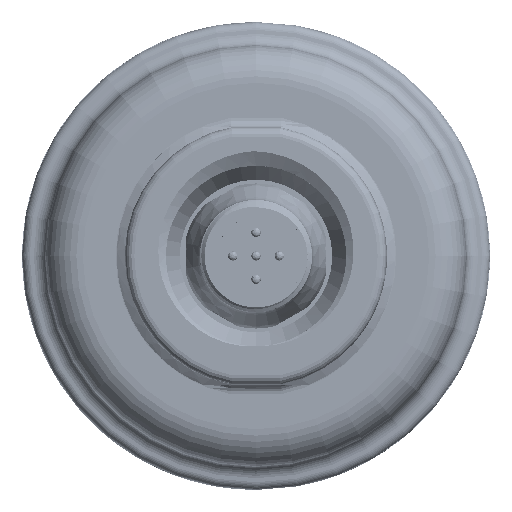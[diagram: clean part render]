
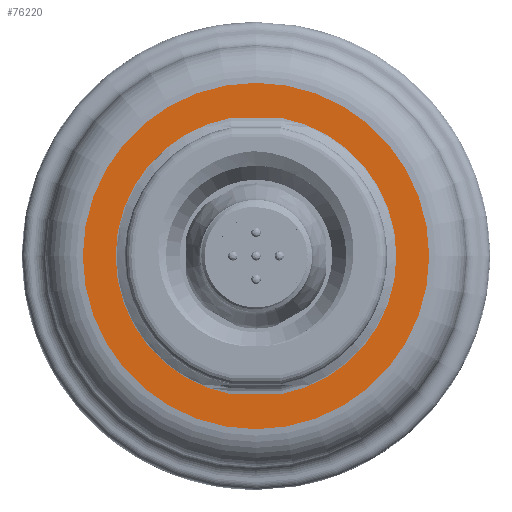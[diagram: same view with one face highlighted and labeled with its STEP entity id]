
A CAD part, front view. The second image highlights one B-rep face of the part: STEP entity #76220.
In plain terms, the highlighted planar face has unit normal (0, -1, 0).
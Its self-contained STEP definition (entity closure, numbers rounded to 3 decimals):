
#51993=CARTESIAN_POINT('',(0.,-3.,0.));
#51994=DIRECTION('',(0.,-1.,0.));
#51995=DIRECTION('',(-0.182,0.,0.983));
#51996=AXIS2_PLACEMENT_3D('',#51993,#51994,#51995);
#51998=DIRECTION('',(1.,0.,0.));
#51999=VECTOR('',#51998,5.454);
#52000=CARTESIAN_POINT('',(-2.727,-3.,-14.75));
#52001=LINE('',#52000,#51999);
#52002=CARTESIAN_POINT('',(0.,-3.,0.));
#52003=DIRECTION('',(0.,-1.,0.));
#52004=DIRECTION('',(0.182,0.,-0.983));
#52005=AXIS2_PLACEMENT_3D('',#52002,#52003,#52004);
#52007=DIRECTION('',(-1.,0.,0.));
#52008=VECTOR('',#52007,5.454);
#52009=CARTESIAN_POINT('',(2.727,-3.,14.75));
#52010=LINE('',#52009,#52008);
#52011=CARTESIAN_POINT('',(0.,-3.,0.));
#52012=DIRECTION('',(0.,-1.,0.));
#52013=DIRECTION('',(0.,0.,-1.));
#52014=AXIS2_PLACEMENT_3D('',#52011,#52012,#52013);
#52016=CARTESIAN_POINT('',(0.,-3.,0.));
#52017=DIRECTION('',(0.,-1.,0.));
#52018=DIRECTION('',(0.,0.,1.));
#52019=AXIS2_PLACEMENT_3D('',#52016,#52017,#52018);
#55193=CARTESIAN_POINT('',(-2.727,-3.,14.75));
#55194=CARTESIAN_POINT('',(-2.727,-3.,-14.75));
#55195=VERTEX_POINT('',#55193);
#55196=VERTEX_POINT('',#55194);
#55201=CARTESIAN_POINT('',(2.727,-3.,-14.75));
#55202=CARTESIAN_POINT('',(2.727,-3.,14.75));
#55203=VERTEX_POINT('',#55201);
#55204=VERTEX_POINT('',#55202);
#55561=CARTESIAN_POINT('',(0.,-3.,-18.5));
#55562=CARTESIAN_POINT('',(0.,-3.,18.5));
#55563=VERTEX_POINT('',#55561);
#55564=VERTEX_POINT('',#55562);
#76201=CARTESIAN_POINT('',(0.,-3.,0.));
#76202=DIRECTION('',(0.,-1.,0.));
#76203=DIRECTION('',(0.,0.,1.));
#76204=AXIS2_PLACEMENT_3D('',#76201,#76202,#76203);
#76205=PLANE('',#76204);
#76207=ORIENTED_EDGE('',*,*,#76206,.F.);
#76209=ORIENTED_EDGE('',*,*,#76208,.F.);
#76210=EDGE_LOOP('',(#76207,#76209));
#76211=FACE_OUTER_BOUND('',#76210,.F.);
#76213=ORIENTED_EDGE('',*,*,#76212,.T.);
#76214=ORIENTED_EDGE('',*,*,#76179,.T.);
#76215=ORIENTED_EDGE('',*,*,#76192,.T.);
#76217=ORIENTED_EDGE('',*,*,#76216,.T.);
#76218=EDGE_LOOP('',(#76213,#76214,#76215,#76217));
#76219=FACE_BOUND('',#76218,.F.);
#76220=ADVANCED_FACE('',(#76211,#76219),#76205,.T.);
#51997=CIRCLE('',#51996,15.);
#52006=CIRCLE('',#52005,15.);
#52015=CIRCLE('',#52014,18.5);
#52020=CIRCLE('',#52019,18.5);
#76179=EDGE_CURVE('',#55196,#55203,#52001,.T.);
#76192=EDGE_CURVE('',#55203,#55204,#52006,.T.);
#76206=EDGE_CURVE('',#55563,#55564,#52015,.T.);
#76208=EDGE_CURVE('',#55564,#55563,#52020,.T.);
#76212=EDGE_CURVE('',#55195,#55196,#51997,.T.);
#76216=EDGE_CURVE('',#55204,#55195,#52010,.T.);
